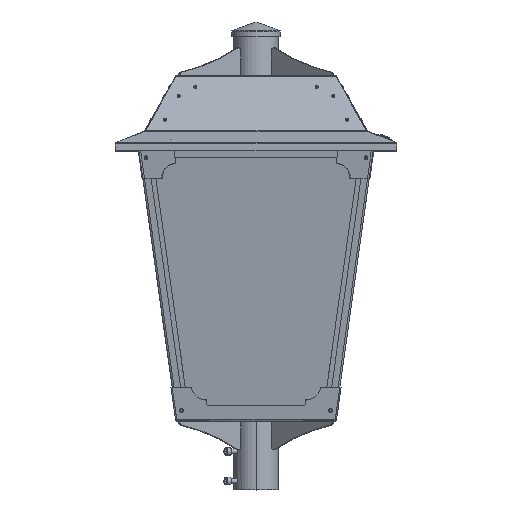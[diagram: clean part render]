
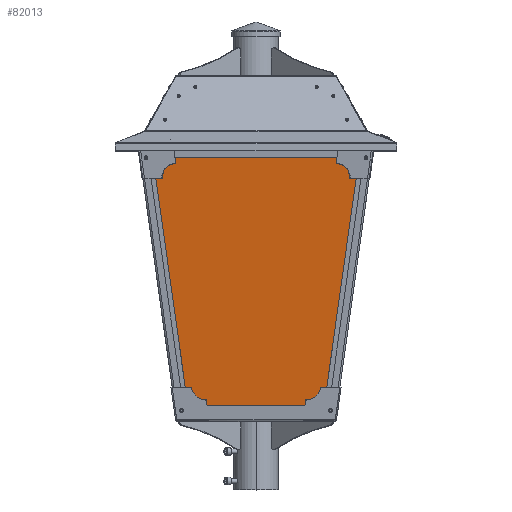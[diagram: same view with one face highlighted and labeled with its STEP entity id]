
A CAD part, top view. The second image highlights one B-rep face of the part: STEP entity #82013.
In plain terms, the highlighted planar face has unit normal (0, -0.139, 0.99).
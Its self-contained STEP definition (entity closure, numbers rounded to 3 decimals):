
#784 = CARTESIAN_POINT ( 'NONE',  ( 167.88, -34.984, 192.546 ) ) ;
#802 = DIRECTION ( 'NONE',  ( 0., -0.139, 0.99 ) ) ;
#1985 = EDGE_CURVE ( 'NONE', #68443, #46531, #82503, .T. ) ;
#3141 = VERTEX_POINT ( 'NONE', #76200 ) ;
#4147 = FACE_BOUND ( 'NONE', #73350, .T. ) ;
#4767 = DIRECTION ( 'NONE',  ( 0., -0.99, -0.139 ) ) ;
#6943 = CIRCLE ( 'NONE', #15006, 5. ) ;
#8626 = ORIENTED_EDGE ( 'NONE', *, *, #38486, .F. ) ;
#9901 = CIRCLE ( 'NONE', #31426, 5. ) ;
#9915 = EDGE_CURVE ( 'NONE', #46531, #68443, #6943, .T. ) ;
#9999 = VERTEX_POINT ( 'NONE', #53350 ) ;
#10237 = CARTESIAN_POINT ( 'NONE',  ( -111.476, -431.927, 136.659 ) ) ;
#11290 = FACE_OUTER_BOUND ( 'NONE', #29187, .T. ) ;
#11350 = AXIS2_PLACEMENT_3D ( 'NONE', #49315, #30391, #42582 ) ;
#12281 = DIRECTION ( 'NONE',  ( 1., 0., 0. ) ) ;
#13175 = VERTEX_POINT ( 'NONE', #38561 ) ;
#13340 = DIRECTION ( 'NONE',  ( -0.138, -0.981, -0.138 ) ) ;
#14056 = CARTESIAN_POINT ( 'NONE',  ( -111.476, -431.927, 136.659 ) ) ;
#15006 = AXIS2_PLACEMENT_3D ( 'NONE', #71036, #63889, #19686 ) ;
#15720 = ORIENTED_EDGE ( 'NONE', *, *, #71384, .F. ) ;
#16236 = VERTEX_POINT ( 'NONE', #52828 ) ;
#18459 = VERTEX_POINT ( 'NONE', #28627 ) ;
#18513 = CARTESIAN_POINT ( 'NONE',  ( -167.853, -35.146, 192.52 ) ) ;
#18572 = DIRECTION ( 'NONE',  ( -0.139, 0.981, 0.138 ) ) ;
#18579 = CARTESIAN_POINT ( 'NONE',  ( -185.001, -4.655, 196.813 ) ) ;
#19686 = DIRECTION ( 'NONE',  ( 0., -0.99, -0.139 ) ) ;
#19960 = FACE_BOUND ( 'NONE', #71261, .T. ) ;
#20661 = CARTESIAN_POINT ( 'NONE',  ( -111.474, -436.878, 135.962 ) ) ;
#22962 = DIRECTION ( 'NONE',  ( 0., 0.99, 0.139 ) ) ;
#23445 = EDGE_CURVE ( 'NONE', #13175, #82845, #26556, .T. ) ;
#25872 = DIRECTION ( 'NONE',  ( 0., -0.99, -0.139 ) ) ;
#25948 = AXIS2_PLACEMENT_3D ( 'NONE', #36962, #29831, #62626 ) ;
#26090 = DIRECTION ( 'NONE',  ( 0., 0.99, 0.139 ) ) ;
#26556 = CIRCLE ( 'NONE', #73613, 5. ) ;
#26970 = EDGE_CURVE ( 'NONE', #77755, #47864, #76253, .T. ) ;
#28627 = CARTESIAN_POINT ( 'NONE',  ( -119.27, -464.608, 132.058 ) ) ;
#29187 = EDGE_LOOP ( 'NONE', ( #60826, #8626, #45666, #15720 ) ) ;
#29254 = CARTESIAN_POINT ( 'NONE',  ( 167.88, -34.984, 192.546 ) ) ;
#29389 = EDGE_CURVE ( 'NONE', #16236, #76812, #9901, .T. ) ;
#29831 = DIRECTION ( 'NONE',  ( 0., -0.139, 0.99 ) ) ;
#30347 = CARTESIAN_POINT ( 'NONE',  ( 167.882, -39.935, 191.849 ) ) ;
#30391 = DIRECTION ( 'NONE',  ( 0., -0.139, 0.99 ) ) ;
#30441 = CARTESIAN_POINT ( 'NONE',  ( -167.855, -30.195, 193.217 ) ) ;
#30442 = ORIENTED_EDGE ( 'NONE', *, *, #9915, .F. ) ;
#31426 = AXIS2_PLACEMENT_3D ( 'NONE', #14056, #46459, #25872 ) ;
#31491 = AXIS2_PLACEMENT_3D ( 'NONE', #39550, #802, #26090 ) ;
#31801 = AXIS2_PLACEMENT_3D ( 'NONE', #10237, #74661, #4767 ) ;
#32088 = CARTESIAN_POINT ( 'NONE',  ( 184.494, -4.477, 196.842 ) ) ;
#32172 = PLANE ( 'NONE',  #25948 ) ;
#32852 = ORIENTED_EDGE ( 'NONE', *, *, #46442, .F. ) ;
#32908 = CARTESIAN_POINT ( 'NONE',  ( 120.225, -464.493, 132.076 ) ) ;
#34385 = VERTEX_POINT ( 'NONE', #52267 ) ;
#36119 = FACE_BOUND ( 'NONE', #43421, .T. ) ;
#36962 = CARTESIAN_POINT ( 'NONE',  ( 0.01, -27.032, 193.664 ) ) ;
#38486 = EDGE_CURVE ( 'NONE', #47864, #9999, #58385, .T. ) ;
#38561 = CARTESIAN_POINT ( 'NONE',  ( 167.878, -30.033, 193.243 ) ) ;
#39550 = CARTESIAN_POINT ( 'NONE',  ( 111.895, -431.819, 136.676 ) ) ;
#40622 = CARTESIAN_POINT ( 'NONE',  ( -167.85, -40.097, 191.823 ) ) ;
#41518 = ORIENTED_EDGE ( 'NONE', *, *, #23445, .F. ) ;
#42582 = DIRECTION ( 'NONE',  ( 0., 0.99, 0.139 ) ) ;
#42588 = LINE ( 'NONE', #56475, #54343 ) ;
#43421 = EDGE_LOOP ( 'NONE', ( #44190, #65673 ) ) ;
#44178 = DIRECTION ( 'NONE',  ( 0., -0.139, 0.99 ) ) ;
#44190 = ORIENTED_EDGE ( 'NONE', *, *, #54604, .F. ) ;
#45666 = ORIENTED_EDGE ( 'NONE', *, *, #26970, .F. ) ;
#46016 = CARTESIAN_POINT ( 'NONE',  ( -184.497, -4.655, 196.813 ) ) ;
#46201 = VECTOR ( 'NONE', #58569, 1000. ) ;
#46442 = EDGE_CURVE ( 'NONE', #76812, #16236, #49284, .T. ) ;
#46459 = DIRECTION ( 'NONE',  ( 0., -0.139, 0.99 ) ) ;
#46531 = VERTEX_POINT ( 'NONE', #30441 ) ;
#47640 = CIRCLE ( 'NONE', #11350, 5. ) ;
#47864 = VERTEX_POINT ( 'NONE', #32088 ) ;
#49284 = CIRCLE ( 'NONE', #31801, 5. ) ;
#49315 = CARTESIAN_POINT ( 'NONE',  ( 111.895, -431.819, 136.676 ) ) ;
#49517 = ORIENTED_EDGE ( 'NONE', *, *, #63417, .F. ) ;
#52267 = CARTESIAN_POINT ( 'NONE',  ( 111.897, -436.77, 135.979 ) ) ;
#52828 = CARTESIAN_POINT ( 'NONE',  ( -111.479, -426.975, 137.356 ) ) ;
#53350 = CARTESIAN_POINT ( 'NONE',  ( 119.72, -464.493, 132.076 ) ) ;
#54334 = EDGE_CURVE ( 'NONE', #9999, #18459, #64880, .T. ) ;
#54343 = VECTOR ( 'NONE', #18572, 1000. ) ;
#54604 = EDGE_CURVE ( 'NONE', #3141, #34385, #69095, .T. ) ;
#56475 = CARTESIAN_POINT ( 'NONE',  ( -177.817, -51.76, 190.181 ) ) ;
#58385 = LINE ( 'NONE', #64254, #65804 ) ;
#58569 = DIRECTION ( 'NONE',  ( -1., 0., 0. ) ) ;
#58857 = DIRECTION ( 'NONE',  ( 0., -0.139, 0.99 ) ) ;
#60657 = EDGE_CURVE ( 'NONE', #34385, #3141, #47640, .T. ) ;
#60826 = ORIENTED_EDGE ( 'NONE', *, *, #54334, .F. ) ;
#61323 = AXIS2_PLACEMENT_3D ( 'NONE', #784, #58857, #64768 ) ;
#62626 = DIRECTION ( 'NONE',  ( 0., 0.99, 0.139 ) ) ;
#62691 = CIRCLE ( 'NONE', #61323, 5. ) ;
#63417 = EDGE_CURVE ( 'NONE', #82845, #13175, #62691, .T. ) ;
#63889 = DIRECTION ( 'NONE',  ( 0., -0.139, 0.99 ) ) ;
#64254 = CARTESIAN_POINT ( 'NONE',  ( 177.86, -51.588, 190.209 ) ) ;
#64768 = DIRECTION ( 'NONE',  ( 0., 0.99, 0.139 ) ) ;
#64880 = LINE ( 'NONE', #32908, #46201 ) ;
#65673 = ORIENTED_EDGE ( 'NONE', *, *, #60657, .F. ) ;
#65804 = VECTOR ( 'NONE', #13340, 1000. ) ;
#68443 = VERTEX_POINT ( 'NONE', #40622 ) ;
#68531 = FACE_BOUND ( 'NONE', #73407, .T. ) ;
#69095 = CIRCLE ( 'NONE', #31491, 5. ) ;
#69866 = DIRECTION ( 'NONE',  ( 0., -0.99, -0.139 ) ) ;
#71036 = CARTESIAN_POINT ( 'NONE',  ( -167.853, -35.146, 192.52 ) ) ;
#71261 = EDGE_LOOP ( 'NONE', ( #41518, #49517 ) ) ;
#71374 = VECTOR ( 'NONE', #12281, 1000. ) ;
#71384 = EDGE_CURVE ( 'NONE', #18459, #77755, #42588, .T. ) ;
#73350 = EDGE_LOOP ( 'NONE', ( #30442, #82671 ) ) ;
#73407 = EDGE_LOOP ( 'NONE', ( #73789, #32852 ) ) ;
#73613 = AXIS2_PLACEMENT_3D ( 'NONE', #29254, #80638, #22962 ) ;
#73789 = ORIENTED_EDGE ( 'NONE', *, *, #29389, .F. ) ;
#74661 = DIRECTION ( 'NONE',  ( 0., -0.139, 0.99 ) ) ;
#76200 = CARTESIAN_POINT ( 'NONE',  ( 111.892, -426.868, 137.373 ) ) ;
#76253 = LINE ( 'NONE', #18579, #71374 ) ;
#76812 = VERTEX_POINT ( 'NONE', #20661 ) ;
#77755 = VERTEX_POINT ( 'NONE', #46016 ) ;
#79801 = AXIS2_PLACEMENT_3D ( 'NONE', #18513, #44178, #69866 ) ;
#80638 = DIRECTION ( 'NONE',  ( 0., -0.139, 0.99 ) ) ;
#82013 = ADVANCED_FACE ( 'NONE', ( #19960, #36119, #68531, #4147, #11290 ), #32172, .T. ) ;
#82503 = CIRCLE ( 'NONE', #79801, 5. ) ;
#82671 = ORIENTED_EDGE ( 'NONE', *, *, #1985, .F. ) ;
#82845 = VERTEX_POINT ( 'NONE', #30347 ) ;
